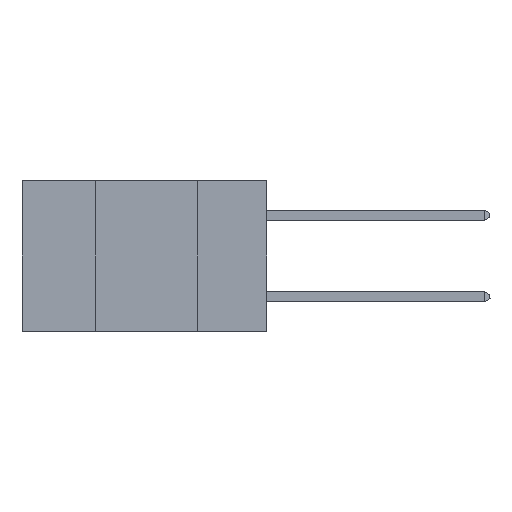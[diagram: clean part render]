
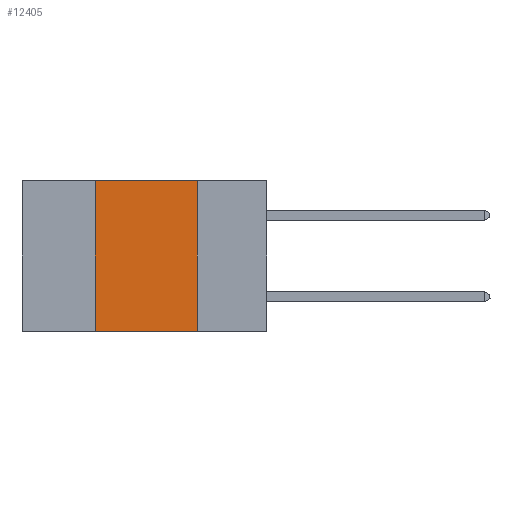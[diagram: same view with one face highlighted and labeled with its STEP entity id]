
A CAD part, left-side view. The second image highlights one B-rep face of the part: STEP entity #12405.
In plain terms, the highlighted planar face has unit normal (-1, 0, 0).
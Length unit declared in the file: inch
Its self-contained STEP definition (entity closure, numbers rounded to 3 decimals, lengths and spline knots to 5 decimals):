
#2083 = VERTEX_POINT ( 'NONE', #2180 ) ;
#2180 = CARTESIAN_POINT ( 'NONE',  ( 0., 0.42, 0. ) ) ;
#3740 = EDGE_CURVE ( 'NONE', #2083, #26140, #28517, .T. ) ;
#4569 = DIRECTION ( 'NONE',  ( 0., 0., 1. ) ) ;
#5523 = CARTESIAN_POINT ( 'NONE',  ( 0., 0.6, -0.37 ) ) ;
#7537 = PLANE ( 'NONE',  #17926 ) ;
#9715 = ORIENTED_EDGE ( 'NONE', *, *, #3740, .F. ) ;
#10265 = EDGE_CURVE ( 'NONE', #26140, #29053, #32000, .T. ) ;
#12405 = ADVANCED_FACE ( 'NONE', ( #40791 ), #7537, .F. ) ;
#13509 = VECTOR ( 'NONE', #40570, 39.37008 ) ;
#14241 = VECTOR ( 'NONE', #23766, 39.37008 ) ;
#14360 = LINE ( 'NONE', #38974, #38012 ) ;
#14476 = CARTESIAN_POINT ( 'NONE',  ( 0., 0.42, -0.37 ) ) ;
#14710 = CARTESIAN_POINT ( 'NONE',  ( 0., 0.17, 0. ) ) ;
#15232 = VECTOR ( 'NONE', #18676, 39.37008 ) ;
#16084 = ORIENTED_EDGE ( 'NONE', *, *, #34912, .F. ) ;
#16704 = DIRECTION ( 'NONE',  ( 0., 0., -1. ) ) ;
#17926 = AXIS2_PLACEMENT_3D ( 'NONE', #20275, #38608, #16704 ) ;
#18676 = DIRECTION ( 'NONE',  ( 0., -1., 0. ) ) ;
#19019 = VERTEX_POINT ( 'NONE', #14476 ) ;
#20275 = CARTESIAN_POINT ( 'NONE',  ( 0., 0.6, 0. ) ) ;
#20927 = EDGE_CURVE ( 'NONE', #19019, #29053, #23325, .T. ) ;
#20999 = CARTESIAN_POINT ( 'NONE',  ( 0., 0.17, -0.37 ) ) ;
#23325 = LINE ( 'NONE', #5523, #13509 ) ;
#23766 = DIRECTION ( 'NONE',  ( 0., 0., -1. ) ) ;
#25386 = ORIENTED_EDGE ( 'NONE', *, *, #20927, .T. ) ;
#26140 = VERTEX_POINT ( 'NONE', #14710 ) ;
#26635 = CARTESIAN_POINT ( 'NONE',  ( 0., 0.17, 0. ) ) ;
#26997 = EDGE_LOOP ( 'NONE', ( #30911, #9715, #16084, #25386 ) ) ;
#27609 = CARTESIAN_POINT ( 'NONE',  ( 0., 0.6, 0. ) ) ;
#28517 = LINE ( 'NONE', #27609, #15232 ) ;
#29053 = VERTEX_POINT ( 'NONE', #20999 ) ;
#30911 = ORIENTED_EDGE ( 'NONE', *, *, #10265, .F. ) ;
#32000 = LINE ( 'NONE', #26635, #14241 ) ;
#34912 = EDGE_CURVE ( 'NONE', #19019, #2083, #14360, .T. ) ;
#38012 = VECTOR ( 'NONE', #4569, 39.37008 ) ;
#38608 = DIRECTION ( 'NONE',  ( 1., 0., 0. ) ) ;
#38974 = CARTESIAN_POINT ( 'NONE',  ( 0., 0.42, 0. ) ) ;
#40570 = DIRECTION ( 'NONE',  ( 0., -1., 0. ) ) ;
#40791 = FACE_OUTER_BOUND ( 'NONE', #26997, .T. ) ;
